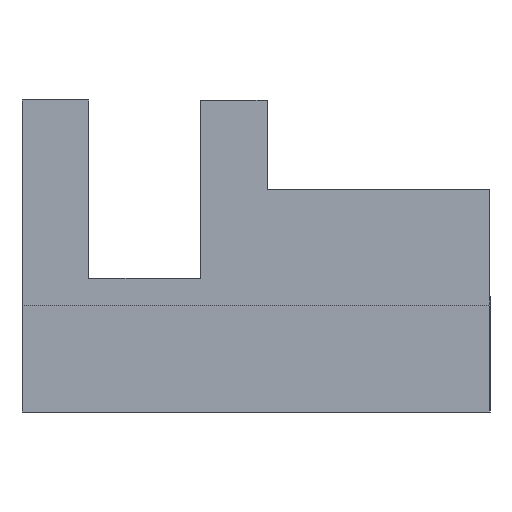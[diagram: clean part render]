
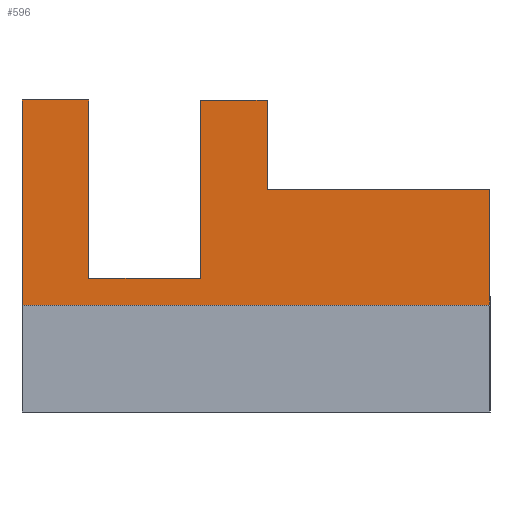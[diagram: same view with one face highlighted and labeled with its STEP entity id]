
A CAD part, front view. The second image highlights one B-rep face of the part: STEP entity #596.
In plain terms, the highlighted planar face has unit normal (0, -1, 0).
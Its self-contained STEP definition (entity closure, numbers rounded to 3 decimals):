
#153 = VERTEX_POINT('',#154);
#154 = CARTESIAN_POINT('',(0.,-89.,14.));
#160 = EDGE_CURVE('',#161,#153,#163,.T.);
#161 = VERTEX_POINT('',#162);
#162 = CARTESIAN_POINT('',(0.,-89.,4.8));
#163 = LINE('',#164,#165);
#164 = CARTESIAN_POINT('',(0.,-89.,4.8));
#165 = VECTOR('',#166,1.);
#166 = DIRECTION('',(0.,0.,1.));
#209 = VERTEX_POINT('',#210);
#210 = CARTESIAN_POINT('',(21.,-89.,4.8));
#216 = EDGE_CURVE('',#209,#217,#219,.T.);
#217 = VERTEX_POINT('',#218);
#218 = CARTESIAN_POINT('',(21.,-89.,10.));
#219 = LINE('',#220,#221);
#220 = CARTESIAN_POINT('',(21.,-89.,4.8));
#221 = VECTOR('',#222,1.);
#222 = DIRECTION('',(0.,0.,1.));
#574 = EDGE_CURVE('',#209,#161,#575,.T.);
#575 = LINE('',#576,#577);
#576 = CARTESIAN_POINT('',(21.,-89.,4.8));
#577 = VECTOR('',#578,1.);
#578 = DIRECTION('',(-1.,0.,0.));
#596 = ADVANCED_FACE('',(#597),#656,.T.);
#597 = FACE_BOUND('',#598,.T.);
#598 = EDGE_LOOP('',(#599,#600,#601,#609,#617,#625,#633,#641,#649,#655)
  );
#599 = ORIENTED_EDGE('',*,*,#574,.F.);
#600 = ORIENTED_EDGE('',*,*,#216,.T.);
#601 = ORIENTED_EDGE('',*,*,#602,.T.);
#602 = EDGE_CURVE('',#217,#603,#605,.T.);
#603 = VERTEX_POINT('',#604);
#604 = CARTESIAN_POINT('',(11.,-89.,10.));
#605 = LINE('',#606,#607);
#606 = CARTESIAN_POINT('',(21.,-89.,10.));
#607 = VECTOR('',#608,1.);
#608 = DIRECTION('',(-1.,0.,0.));
#609 = ORIENTED_EDGE('',*,*,#610,.T.);
#610 = EDGE_CURVE('',#603,#611,#613,.T.);
#611 = VERTEX_POINT('',#612);
#612 = CARTESIAN_POINT('',(11.,-89.,14.));
#613 = LINE('',#614,#615);
#614 = CARTESIAN_POINT('',(11.,-89.,7.4));
#615 = VECTOR('',#616,1.);
#616 = DIRECTION('',(0.,0.,1.));
#617 = ORIENTED_EDGE('',*,*,#618,.T.);
#618 = EDGE_CURVE('',#611,#619,#621,.T.);
#619 = VERTEX_POINT('',#620);
#620 = CARTESIAN_POINT('',(8.,-89.,14.));
#621 = LINE('',#622,#623);
#622 = CARTESIAN_POINT('',(16.,-89.,14.));
#623 = VECTOR('',#624,1.);
#624 = DIRECTION('',(-1.,0.,0.));
#625 = ORIENTED_EDGE('',*,*,#626,.T.);
#626 = EDGE_CURVE('',#619,#627,#629,.T.);
#627 = VERTEX_POINT('',#628);
#628 = CARTESIAN_POINT('',(8.,-89.,6.));
#629 = LINE('',#630,#631);
#630 = CARTESIAN_POINT('',(8.,-89.,9.4));
#631 = VECTOR('',#632,1.);
#632 = DIRECTION('',(0.,0.,-1.));
#633 = ORIENTED_EDGE('',*,*,#634,.T.);
#634 = EDGE_CURVE('',#627,#635,#637,.T.);
#635 = VERTEX_POINT('',#636);
#636 = CARTESIAN_POINT('',(3.,-89.,6.));
#637 = LINE('',#638,#639);
#638 = CARTESIAN_POINT('',(14.5,-89.,6.));
#639 = VECTOR('',#640,1.);
#640 = DIRECTION('',(-1.,0.,0.));
#641 = ORIENTED_EDGE('',*,*,#642,.T.);
#642 = EDGE_CURVE('',#635,#643,#645,.T.);
#643 = VERTEX_POINT('',#644);
#644 = CARTESIAN_POINT('',(3.,-89.,14.));
#645 = LINE('',#646,#647);
#646 = CARTESIAN_POINT('',(3.,-89.,5.4));
#647 = VECTOR('',#648,1.);
#648 = DIRECTION('',(0.,0.,1.));
#649 = ORIENTED_EDGE('',*,*,#650,.T.);
#650 = EDGE_CURVE('',#643,#153,#651,.T.);
#651 = LINE('',#652,#653);
#652 = CARTESIAN_POINT('',(12.,-89.,14.));
#653 = VECTOR('',#654,1.);
#654 = DIRECTION('',(-1.,0.,0.));
#655 = ORIENTED_EDGE('',*,*,#160,.F.);
#656 = PLANE('',#657);
#657 = AXIS2_PLACEMENT_3D('',#658,#659,#660);
#658 = CARTESIAN_POINT('',(21.,-89.,4.8));
#659 = DIRECTION('',(0.,-1.,0.));
#660 = DIRECTION('',(-1.,0.,0.));
